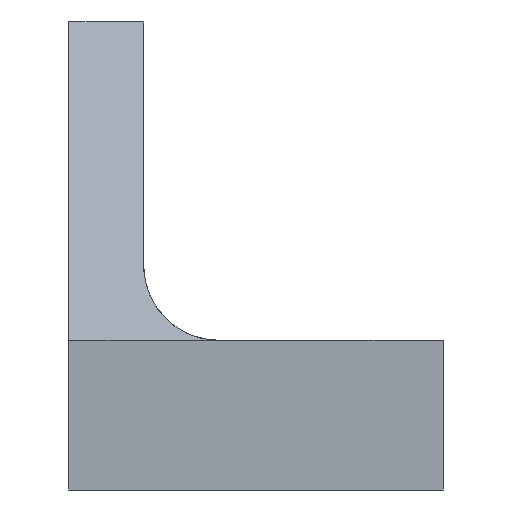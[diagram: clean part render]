
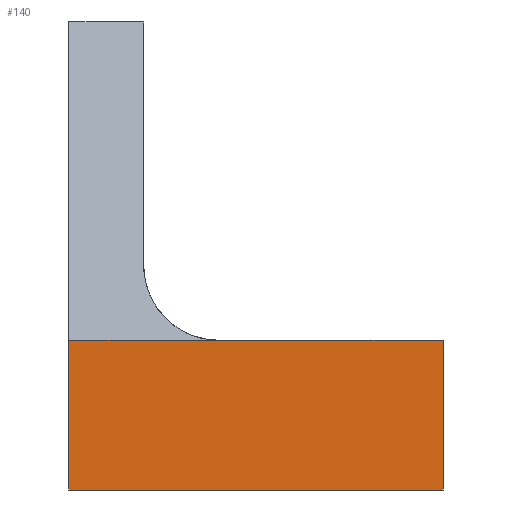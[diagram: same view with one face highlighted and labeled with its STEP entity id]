
A CAD part, left-side view. The second image highlights one B-rep face of the part: STEP entity #140.
In plain terms, the highlighted planar face has unit normal (-1, 0, 0).
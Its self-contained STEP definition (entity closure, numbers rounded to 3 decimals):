
#9 = VERTEX_POINT ( 'NONE', #1289 ) ;
#26 = VERTEX_POINT ( 'NONE', #681 ) ;
#36 = EDGE_CURVE ( 'NONE', #1252, #9, #1083, .T. ) ;
#63 = LINE ( 'NONE', #386, #1294 ) ;
#79 = LINE ( 'NONE', #1195, #400 ) ;
#80 = CARTESIAN_POINT ( 'NONE',  ( -30.625, 0., 10. ) ) ;
#120 = DIRECTION ( 'NONE',  ( 0., -1., 0. ) ) ;
#140 = ADVANCED_FACE ( 'NONE', ( #551 ), #705, .F. ) ;
#156 = DIRECTION ( 'NONE',  ( 0., 0., -1. ) ) ;
#175 = CARTESIAN_POINT ( 'NONE',  ( -30.625, -25., 0. ) ) ;
#179 = DIRECTION ( 'NONE',  ( 0., 1., 0. ) ) ;
#217 = EDGE_LOOP ( 'NONE', ( #889, #287, #476, #1230, #1111 ) ) ;
#240 = CARTESIAN_POINT ( 'NONE',  ( -30.625, 0., 0. ) ) ;
#287 = ORIENTED_EDGE ( 'NONE', *, *, #1158, .F. ) ;
#288 = DIRECTION ( 'NONE',  ( 1., 0., 0. ) ) ;
#365 = DIRECTION ( 'NONE',  ( 0., -1., 0. ) ) ;
#376 = EDGE_CURVE ( 'NONE', #9, #26, #447, .T. ) ;
#386 = CARTESIAN_POINT ( 'NONE',  ( -30.625, 0., 0. ) ) ;
#400 = VECTOR ( 'NONE', #156, 1000. ) ;
#432 = CARTESIAN_POINT ( 'NONE',  ( -30.625, 0., 10. ) ) ;
#447 = LINE ( 'NONE', #432, #787 ) ;
#476 = ORIENTED_EDGE ( 'NONE', *, *, #376, .F. ) ;
#548 = EDGE_CURVE ( 'NONE', #1252, #875, #79, .T. ) ;
#551 = FACE_OUTER_BOUND ( 'NONE', #217, .T. ) ;
#664 = CARTESIAN_POINT ( 'NONE',  ( -30.625, 0., 10. ) ) ;
#681 = CARTESIAN_POINT ( 'NONE',  ( -30.625, -25., 10. ) ) ;
#687 = VECTOR ( 'NONE', #1310, 1000. ) ;
#705 = PLANE ( 'NONE',  #774 ) ;
#774 = AXIS2_PLACEMENT_3D ( 'NONE', #80, #288, #179 ) ;
#787 = VECTOR ( 'NONE', #120, 1000. ) ;
#834 = VECTOR ( 'NONE', #365, 1000. ) ;
#875 = VERTEX_POINT ( 'NONE', #240 ) ;
#889 = ORIENTED_EDGE ( 'NONE', *, *, #1173, .T. ) ;
#989 = CARTESIAN_POINT ( 'NONE',  ( -30.625, -25., 10. ) ) ;
#999 = LINE ( 'NONE', #989, #687 ) ;
#1083 = LINE ( 'NONE', #664, #834 ) ;
#1103 = DIRECTION ( 'NONE',  ( 0., -1., 0. ) ) ;
#1111 = ORIENTED_EDGE ( 'NONE', *, *, #548, .T. ) ;
#1112 = VERTEX_POINT ( 'NONE', #175 ) ;
#1158 = EDGE_CURVE ( 'NONE', #26, #1112, #999, .T. ) ;
#1173 = EDGE_CURVE ( 'NONE', #875, #1112, #63, .T. ) ;
#1195 = CARTESIAN_POINT ( 'NONE',  ( -30.625, 0., 10. ) ) ;
#1219 = CARTESIAN_POINT ( 'NONE',  ( -30.625, 0., 10. ) ) ;
#1230 = ORIENTED_EDGE ( 'NONE', *, *, #36, .F. ) ;
#1252 = VERTEX_POINT ( 'NONE', #1219 ) ;
#1289 = CARTESIAN_POINT ( 'NONE',  ( -30.625, -10., 10. ) ) ;
#1294 = VECTOR ( 'NONE', #1103, 1000. ) ;
#1310 = DIRECTION ( 'NONE',  ( 0., 0., -1. ) ) ;
